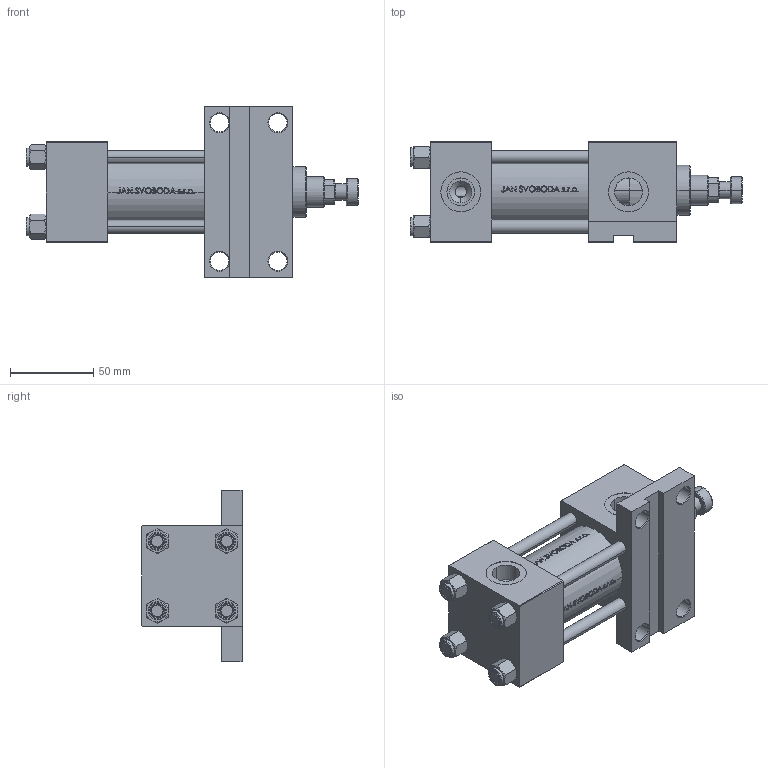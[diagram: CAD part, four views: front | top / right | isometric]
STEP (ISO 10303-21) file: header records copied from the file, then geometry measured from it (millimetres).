
FILE_DESCRIPTION (( 'STEP AP203' ), '1' );
FILE_NAME ('253d.STEP', '2023-08-23T08:24:31', ( '' ), ( '' ), 'SwSTEP 2.0', 'SolidWorks 2019', '' );
FILE_SCHEMA (( 'CONFIG_CONTROL_DESIGN' ));
Length unit declared in the file: millimetre
Products named in the file (7): V215CR_F_Body 053879ee648de4ec38ecdaf15d67971a; V215CR_VCP_F 053879ee648de4ec38ecdaf15d67971a; V215_VC_A 053879ee648de4ec38ecdaf15d67971a; V215CR_ROD_END_W 053879ee648de4ec38ecdaf15d67971a; V215CR_F_TYCINKA 053879ee648de4ec38ecdaf15d67971a; 253d; NUT_M5_F 053879ee648de4ec38ecdaf15d67971a
Assembly tree (12 placements, depth 2):
  253d
    V215CR_F_Body 053879ee648de4ec38ecdaf15d67971a
    V215CR_VCP_F 053879ee648de4ec38ecdaf15d67971a
    V215CR_F_TYCINKA 053879ee648de4ec38ecdaf15d67971a  x4
    NUT_M5_F 053879ee648de4ec38ecdaf15d67971a  x4
    V215_VC_A 053879ee648de4ec38ecdaf15d67971a
    V215CR_ROD_END_W 053879ee648de4ec38ecdaf15d67971a
Bounding box: 199 x 60 x 103 mm (x, y, z)
Volume: 425587.2 mm3; surface area: 112512.8 mm2
Topology: 12 solids, 12 shells, 1131 faces, 2876 edges, 1860 vertices
Faces by surface type: plane 440, bspline 380, cone 154, cylinder 145, torus 12
Entity records: 49077 total; most frequent: CARTESIAN_POINT 26255, ORIENTED_EDGE 5244, DIRECTION 3279, EDGE_CURVE 2622, VERTEX_POINT 1716, LINE 1325, VECTOR 1325, EDGE_LOOP 1122
